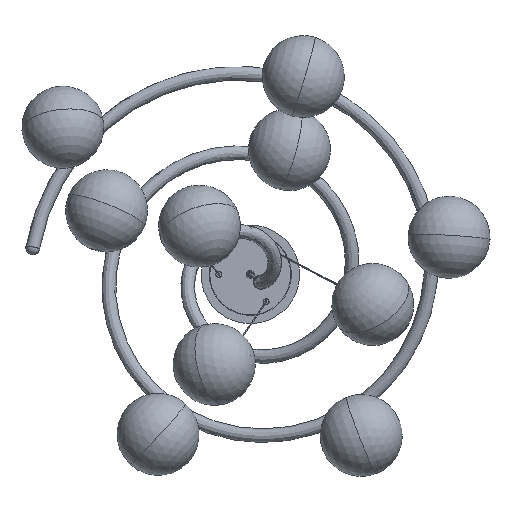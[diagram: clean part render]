
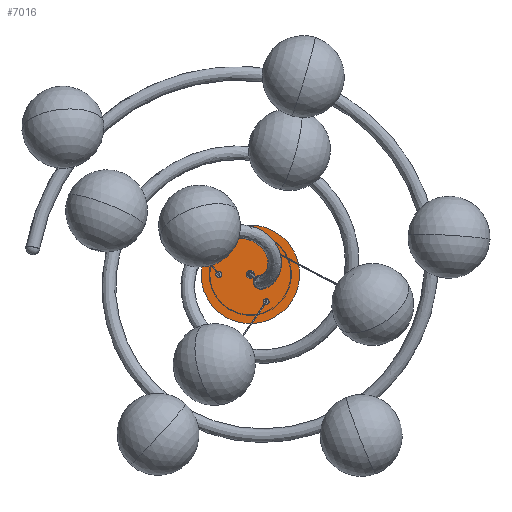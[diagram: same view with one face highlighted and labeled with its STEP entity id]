
A CAD part, front view. The second image highlights one B-rep face of the part: STEP entity #7016.
In plain terms, the highlighted planar face has unit normal (0, -1, 0).
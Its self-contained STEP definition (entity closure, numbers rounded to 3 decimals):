
#122 = ORIENTED_EDGE ( 'NONE', *, *, #2321, .F. ) ;
#140 = ORIENTED_EDGE ( 'NONE', *, *, #8192, .F. ) ;
#391 = CARTESIAN_POINT ( 'NONE',  ( 28.868, -25., 45. ) ) ;
#430 = AXIS2_PLACEMENT_3D ( 'NONE', #5119, #8875, #458 ) ;
#458 = DIRECTION ( 'NONE',  ( 0., 0., 1. ) ) ;
#739 = CIRCLE ( 'NONE', #2300, 5. ) ;
#1071 = CARTESIAN_POINT ( 'NONE',  ( -57.735, -25., 5. ) ) ;
#1234 = ORIENTED_EDGE ( 'NONE', *, *, #10781, .F. ) ;
#1372 = CIRCLE ( 'NONE', #10420, 5. ) ;
#1396 = FACE_BOUND ( 'NONE', #11115, .T. ) ;
#1613 = ORIENTED_EDGE ( 'NONE', *, *, #6032, .F. ) ;
#1824 = ORIENTED_EDGE ( 'NONE', *, *, #6347, .F. ) ;
#1990 = CIRCLE ( 'NONE', #8242, 5. ) ;
#2153 = EDGE_CURVE ( 'NONE', #8439, #3638, #1990, .T. ) ;
#2204 = CARTESIAN_POINT ( 'NONE',  ( 0., -25., 0. ) ) ;
#2209 = CIRCLE ( 'NONE', #11829, 5. ) ;
#2245 = CARTESIAN_POINT ( 'NONE',  ( 28.868, -25., 50. ) ) ;
#2300 = AXIS2_PLACEMENT_3D ( 'NONE', #6665, #3772, #2846 ) ;
#2321 = EDGE_CURVE ( 'NONE', #3638, #8439, #1372, .T. ) ;
#2813 = EDGE_LOOP ( 'NONE', ( #7613, #122 ) ) ;
#2846 = DIRECTION ( 'NONE',  ( 0., 0., -1. ) ) ;
#3146 = ORIENTED_EDGE ( 'NONE', *, *, #4399, .F. ) ;
#3325 = EDGE_LOOP ( 'NONE', ( #6612, #1613 ) ) ;
#3349 = DIRECTION ( 'NONE',  ( 0., 0., 1. ) ) ;
#3638 = VERTEX_POINT ( 'NONE', #11767 ) ;
#3707 = CARTESIAN_POINT ( 'NONE',  ( -57.735, -25., -5. ) ) ;
#3765 = DIRECTION ( 'NONE',  ( 0., 0., -1. ) ) ;
#3772 = DIRECTION ( 'NONE',  ( 0., -1., 0. ) ) ;
#3779 = AXIS2_PLACEMENT_3D ( 'NONE', #10480, #9554, #3765 ) ;
#3807 = AXIS2_PLACEMENT_3D ( 'NONE', #10000, #6061, #5325 ) ;
#3992 = AXIS2_PLACEMENT_3D ( 'NONE', #2204, #9892, #7802 ) ;
#4331 = DIRECTION ( 'NONE',  ( 0., 0., 1. ) ) ;
#4360 = EDGE_CURVE ( 'NONE', #8385, #9511, #10262, .T. ) ;
#4397 = DIRECTION ( 'NONE',  ( 0., 1., 0. ) ) ;
#4399 = EDGE_CURVE ( 'NONE', #10710, #7893, #11663, .T. ) ;
#4456 = FACE_BOUND ( 'NONE', #11763, .T. ) ;
#4584 = CIRCLE ( 'NONE', #3992, 5. ) ;
#5119 = CARTESIAN_POINT ( 'NONE',  ( 0., -25., 0. ) ) ;
#5138 = FACE_OUTER_BOUND ( 'NONE', #3325, .T. ) ;
#5153 = CARTESIAN_POINT ( 'NONE',  ( -57.735, -25., 0. ) ) ;
#5325 = DIRECTION ( 'NONE',  ( 0., 0., -1. ) ) ;
#5463 = CARTESIAN_POINT ( 'NONE',  ( 0., -25., 90. ) ) ;
#5547 = AXIS2_PLACEMENT_3D ( 'NONE', #5682, #6078, #9434 ) ;
#5682 = CARTESIAN_POINT ( 'NONE',  ( 28.868, -25., -50. ) ) ;
#6032 = EDGE_CURVE ( 'NONE', #9511, #8385, #7695, .T. ) ;
#6061 = DIRECTION ( 'NONE',  ( 0., -1., 0. ) ) ;
#6078 = DIRECTION ( 'NONE',  ( 0., -1., 0. ) ) ;
#6145 = DIRECTION ( 'NONE',  ( 0., 0., -1. ) ) ;
#6194 = EDGE_CURVE ( 'NONE', #8577, #12149, #9274, .T. ) ;
#6294 = EDGE_CURVE ( 'NONE', #10309, #6908, #10655, .T. ) ;
#6347 = EDGE_CURVE ( 'NONE', #7893, #10710, #2209, .T. ) ;
#6612 = ORIENTED_EDGE ( 'NONE', *, *, #4360, .F. ) ;
#6665 = CARTESIAN_POINT ( 'NONE',  ( 28.868, -25., -50. ) ) ;
#6886 = DIRECTION ( 'NONE',  ( 0., 0., -1. ) ) ;
#6908 = VERTEX_POINT ( 'NONE', #10689 ) ;
#7016 = ADVANCED_FACE ( 'NONE', ( #9082, #4456, #8217, #1396, #5138 ), #9824, .F. ) ;
#7222 = CARTESIAN_POINT ( 'NONE',  ( 28.868, -25., -55. ) ) ;
#7613 = ORIENTED_EDGE ( 'NONE', *, *, #2153, .F. ) ;
#7695 = CIRCLE ( 'NONE', #430, 90. ) ;
#7696 = AXIS2_PLACEMENT_3D ( 'NONE', #8826, #7967, #4331 ) ;
#7802 = DIRECTION ( 'NONE',  ( 0., 0., -1. ) ) ;
#7841 = DIRECTION ( 'NONE',  ( 0., 0., -1. ) ) ;
#7871 = CARTESIAN_POINT ( 'NONE',  ( 28.868, -25., 50. ) ) ;
#7893 = VERTEX_POINT ( 'NONE', #1071 ) ;
#7967 = DIRECTION ( 'NONE',  ( 0., 1., 0. ) ) ;
#8112 = DIRECTION ( 'NONE',  ( 0., -1., 0. ) ) ;
#8192 = EDGE_CURVE ( 'NONE', #6908, #10309, #4584, .T. ) ;
#8217 = FACE_BOUND ( 'NONE', #2813, .T. ) ;
#8242 = AXIS2_PLACEMENT_3D ( 'NONE', #7871, #11620, #6886 ) ;
#8385 = VERTEX_POINT ( 'NONE', #5463 ) ;
#8439 = VERTEX_POINT ( 'NONE', #391 ) ;
#8573 = CARTESIAN_POINT ( 'NONE',  ( 0., -25., -90. ) ) ;
#8577 = VERTEX_POINT ( 'NONE', #9717 ) ;
#8826 = CARTESIAN_POINT ( 'NONE',  ( 0., -25., 0. ) ) ;
#8875 = DIRECTION ( 'NONE',  ( 0., 1., 0. ) ) ;
#8882 = AXIS2_PLACEMENT_3D ( 'NONE', #10931, #4397, #3349 ) ;
#9082 = FACE_BOUND ( 'NONE', #11172, .T. ) ;
#9274 = CIRCLE ( 'NONE', #5547, 5. ) ;
#9275 = CARTESIAN_POINT ( 'NONE',  ( 0., -25., 5. ) ) ;
#9434 = DIRECTION ( 'NONE',  ( 0., 0., -1. ) ) ;
#9511 = VERTEX_POINT ( 'NONE', #8573 ) ;
#9554 = DIRECTION ( 'NONE',  ( 0., -1., 0. ) ) ;
#9717 = CARTESIAN_POINT ( 'NONE',  ( 28.868, -25., -45. ) ) ;
#9824 = PLANE ( 'NONE',  #8882 ) ;
#9892 = DIRECTION ( 'NONE',  ( 0., -1., 0. ) ) ;
#10000 = CARTESIAN_POINT ( 'NONE',  ( -57.735, -25., 0. ) ) ;
#10262 = CIRCLE ( 'NONE', #7696, 90. ) ;
#10309 = VERTEX_POINT ( 'NONE', #9275 ) ;
#10420 = AXIS2_PLACEMENT_3D ( 'NONE', #2245, #10613, #7841 ) ;
#10480 = CARTESIAN_POINT ( 'NONE',  ( 0., -25., 0. ) ) ;
#10613 = DIRECTION ( 'NONE',  ( 0., -1., 0. ) ) ;
#10655 = CIRCLE ( 'NONE', #3779, 5. ) ;
#10689 = CARTESIAN_POINT ( 'NONE',  ( 0., -25., -5. ) ) ;
#10710 = VERTEX_POINT ( 'NONE', #3707 ) ;
#10764 = ORIENTED_EDGE ( 'NONE', *, *, #6294, .F. ) ;
#10781 = EDGE_CURVE ( 'NONE', #12149, #8577, #739, .T. ) ;
#10931 = CARTESIAN_POINT ( 'NONE',  ( 0., -25., 0. ) ) ;
#11115 = EDGE_LOOP ( 'NONE', ( #140, #10764 ) ) ;
#11172 = EDGE_LOOP ( 'NONE', ( #3146, #1824 ) ) ;
#11560 = ORIENTED_EDGE ( 'NONE', *, *, #6194, .F. ) ;
#11620 = DIRECTION ( 'NONE',  ( 0., -1., 0. ) ) ;
#11663 = CIRCLE ( 'NONE', #3807, 5. ) ;
#11763 = EDGE_LOOP ( 'NONE', ( #1234, #11560 ) ) ;
#11767 = CARTESIAN_POINT ( 'NONE',  ( 28.868, -25., 55. ) ) ;
#11829 = AXIS2_PLACEMENT_3D ( 'NONE', #5153, #8112, #6145 ) ;
#12149 = VERTEX_POINT ( 'NONE', #7222 ) ;
